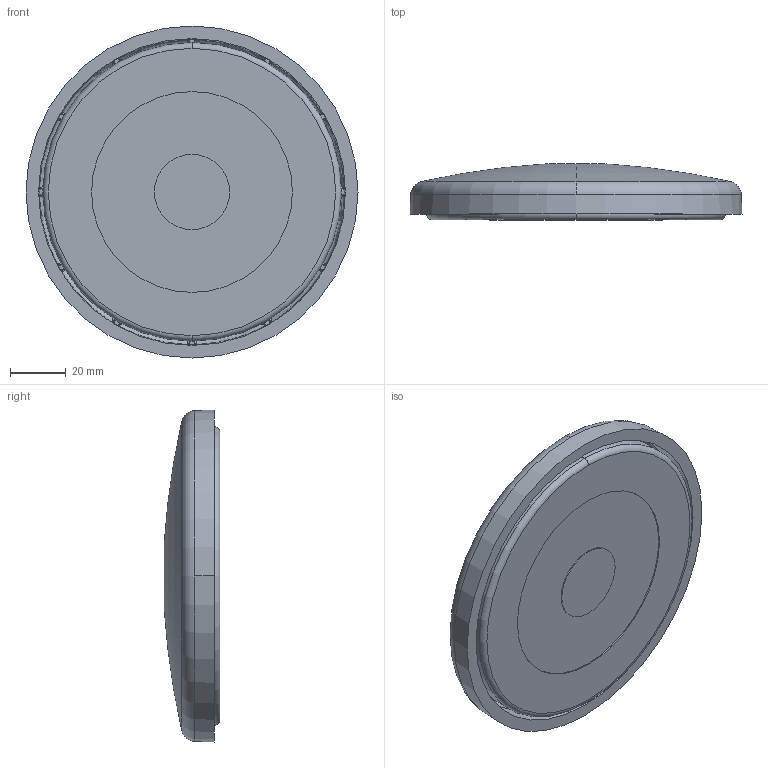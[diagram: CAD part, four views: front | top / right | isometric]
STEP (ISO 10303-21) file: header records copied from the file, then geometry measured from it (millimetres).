
FILE_DESCRIPTION (( 'STEP AP214' ), '1' );
FILE_NAME ('098a120zsg.STEP', '2014-09-10T06:47:54', ( '' ), ( '' ), 'SwSTEP 2.0', 'SolidWorks 2014', '' );
FILE_SCHEMA (( 'AUTOMOTIVE_DESIGN' ));
Length unit declared in the file: millimetre
Products named in the file (1): 098a120zsg
Bounding box: 119 x 20 x 119 mm (x, y, z)
Volume: 119889.9 mm3; surface area: 62030 mm2
Topology: 2 solids, 2 shells, 1530 faces, 3567 edges, 2026 vertices
Faces by surface type: bspline 826, torus 262, cone 149, plane 99, cylinder 98, sphere 96
Entity records: 78201 total; most frequent: CARTESIAN_POINT 33026, ORIENTED_EDGE 7042, DIRECTION 4469, EDGE_CURVE 3521, AXIS2_PLACEMENT_3D 2023, VERTEX_POINT 2016, B_SPLINE_CURVE_WITH_KNOTS 1719, EDGE_LOOP 1553
